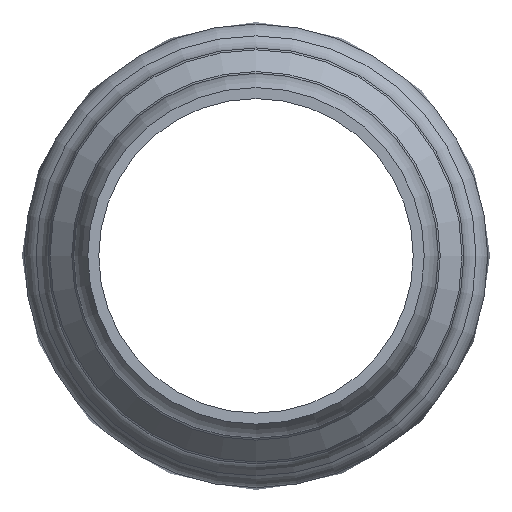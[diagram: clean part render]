
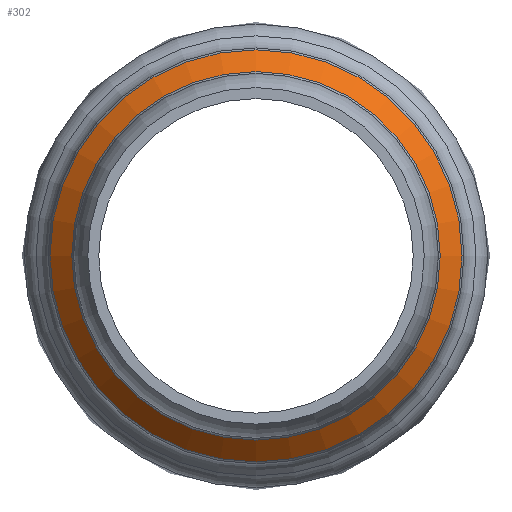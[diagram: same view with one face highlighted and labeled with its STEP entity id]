
A CAD part, front view. The second image highlights one B-rep face of the part: STEP entity #302.
In plain terms, the highlighted conical face has half-angle 45 degrees and reference radius 30.879 mm.
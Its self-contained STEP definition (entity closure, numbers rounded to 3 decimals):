
#19=CONICAL_SURFACE('',#338,30.879,45.);
#33=FACE_BOUND('',#92,.T.);
#59=FACE_OUTER_BOUND('',#91,.T.);
#91=EDGE_LOOP('',(#232));
#92=EDGE_LOOP('',(#233));
#138=CIRCLE('',#334,29.293);
#141=CIRCLE('',#339,32.757);
#167=VERTEX_POINT('',#506);
#170=VERTEX_POINT('',#514);
#196=EDGE_CURVE('',#167,#167,#138,.T.);
#199=EDGE_CURVE('',#170,#170,#141,.T.);
#232=ORIENTED_EDGE('',*,*,#199,.T.);
#233=ORIENTED_EDGE('',*,*,#196,.F.);
#302=ADVANCED_FACE('',(#59,#33),#19,.T.);
#334=AXIS2_PLACEMENT_3D('',#507,#399,#400);
#338=AXIS2_PLACEMENT_3D('',#513,#407,#408);
#339=AXIS2_PLACEMENT_3D('',#515,#409,#410);
#399=DIRECTION('center_axis',(0.,-1.,0.));
#400=DIRECTION('ref_axis',(-1.,0.,0.));
#407=DIRECTION('center_axis',(0.,1.,0.));
#408=DIRECTION('ref_axis',(1.,0.,0.));
#409=DIRECTION('center_axis',(0.,-1.,0.));
#410=DIRECTION('ref_axis',(1.,0.,0.));
#506=CARTESIAN_POINT('',(29.293,999.069,0.));
#507=CARTESIAN_POINT('Origin',(0.,999.069,0.));
#513=CARTESIAN_POINT('Origin',(0.,1000.655,0.));
#514=CARTESIAN_POINT('',(32.757,1002.533,0.));
#515=CARTESIAN_POINT('Origin',(0.,1002.533,0.));
